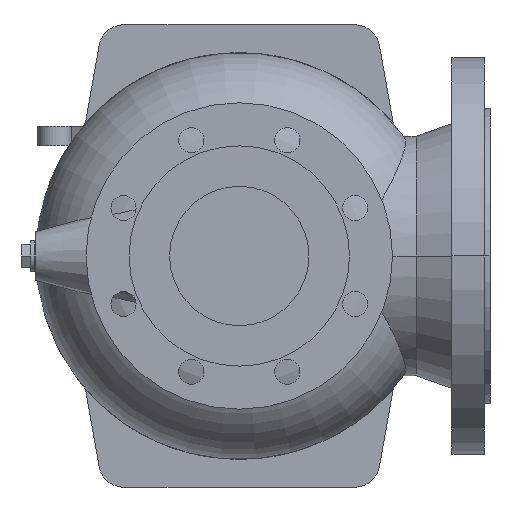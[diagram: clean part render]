
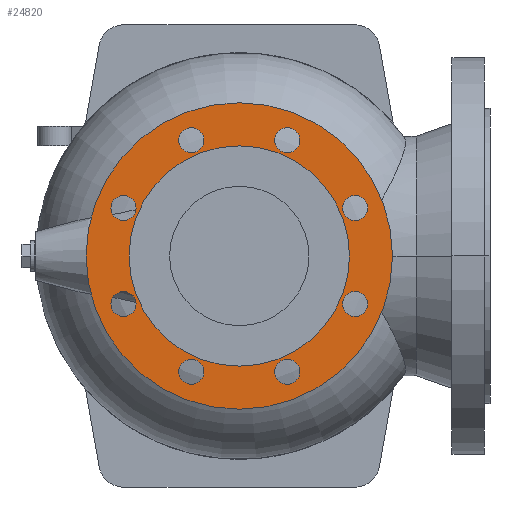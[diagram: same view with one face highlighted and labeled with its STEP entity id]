
A CAD part, front view. The second image highlights one B-rep face of the part: STEP entity #24820.
In plain terms, the highlighted planar face has unit normal (0, -1, 0).
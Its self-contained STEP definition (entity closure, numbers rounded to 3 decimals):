
#1650=CARTESIAN_POINT('',(79.1,4.,0.));
#1660=VERTEX_POINT('',#1650);
#1690=CARTESIAN_POINT('',(0.,4.,0.));
#1700=DIRECTION('',(0.,-1.,-0.));
#1710=DIRECTION('',(-1.,0.,0.));
#1720=AXIS2_PLACEMENT_3D('',#1690,#1700,#1710);
#1730=CIRCLE('',#1720,79.1);
#1740=CARTESIAN_POINT('',(-79.1,4.,0.));
#1750=VERTEX_POINT('',#1740);
#1760=EDGE_CURVE('',#1750,#1660,#1730,.T.);
#2050=CARTESIAN_POINT('',(-110.,4.,0.));
#2060=VERTEX_POINT('',#2050);
#2110=CARTESIAN_POINT('',(0.,4.,0.));
#2120=DIRECTION('',(0.,-1.,-0.));
#2130=DIRECTION('',(-1.,0.,0.));
#2140=AXIS2_PLACEMENT_3D('',#2110,#2120,#2130);
#2150=CIRCLE('',#2140,110.);
#2160=CARTESIAN_POINT('',(110.,4.,0.));
#2170=VERTEX_POINT('',#2160);
#2180=EDGE_CURVE('',#2060,#2170,#2150,.T.);
#5380=CARTESIAN_POINT('',(-74.149,4.,-34.442));
#5390=VERTEX_POINT('',#5380);
#5550=CARTESIAN_POINT('',(-92.149,4.,-34.442));
#5560=VERTEX_POINT('',#5550);
#5590=CARTESIAN_POINT('',(-83.149,4.,-34.442));
#5600=DIRECTION('',(0.,1.,0.));
#5610=DIRECTION('',(-1.,0.,0.));
#5620=AXIS2_PLACEMENT_3D('',#5590,#5600,#5610);
#5630=CIRCLE('',#5620,9.);
#5640=EDGE_CURVE('',#5560,#5390,#5630,.T.);
#5800=CARTESIAN_POINT('',(-74.149,4.,34.442));
#5810=VERTEX_POINT('',#5800);
#5970=CARTESIAN_POINT('',(-92.149,4.,34.442));
#5980=VERTEX_POINT('',#5970);
#6010=CARTESIAN_POINT('',(-83.149,4.,34.442));
#6020=DIRECTION('',(0.,1.,0.));
#6030=DIRECTION('',(-1.,0.,0.));
#6040=AXIS2_PLACEMENT_3D('',#6010,#6020,#6030);
#6050=CIRCLE('',#6040,9.);
#6060=EDGE_CURVE('',#5980,#5810,#6050,.T.);
#6220=CARTESIAN_POINT('',(-25.442,4.,83.149));
#6230=VERTEX_POINT('',#6220);
#6390=CARTESIAN_POINT('',(-43.442,4.,83.149));
#6400=VERTEX_POINT('',#6390);
#6430=CARTESIAN_POINT('',(-34.442,4.,83.149));
#6440=DIRECTION('',(0.,1.,0.));
#6450=DIRECTION('',(-1.,0.,0.));
#6460=AXIS2_PLACEMENT_3D('',#6430,#6440,#6450);
#6470=CIRCLE('',#6460,9.);
#6480=EDGE_CURVE('',#6400,#6230,#6470,.T.);
#6640=CARTESIAN_POINT('',(43.442,4.,83.149));
#6650=VERTEX_POINT('',#6640);
#6810=CARTESIAN_POINT('',(25.442,4.,83.149));
#6820=VERTEX_POINT('',#6810);
#6850=CARTESIAN_POINT('',(34.442,4.,83.149));
#6860=DIRECTION('',(0.,1.,0.));
#6870=DIRECTION('',(-1.,0.,0.));
#6880=AXIS2_PLACEMENT_3D('',#6850,#6860,#6870);
#6890=CIRCLE('',#6880,9.);
#6900=EDGE_CURVE('',#6820,#6650,#6890,.T.);
#7060=CARTESIAN_POINT('',(92.149,4.,34.442));
#7070=VERTEX_POINT('',#7060);
#7230=CARTESIAN_POINT('',(74.149,4.,34.442));
#7240=VERTEX_POINT('',#7230);
#7270=CARTESIAN_POINT('',(83.149,4.,34.442));
#7280=DIRECTION('',(0.,1.,0.));
#7290=DIRECTION('',(-1.,0.,0.));
#7300=AXIS2_PLACEMENT_3D('',#7270,#7280,#7290);
#7310=CIRCLE('',#7300,9.);
#7320=EDGE_CURVE('',#7240,#7070,#7310,.T.);
#7480=CARTESIAN_POINT('',(92.149,4.,-34.442));
#7490=VERTEX_POINT('',#7480);
#7650=CARTESIAN_POINT('',(74.149,4.,-34.442));
#7660=VERTEX_POINT('',#7650);
#7690=CARTESIAN_POINT('',(83.149,4.,-34.442));
#7700=DIRECTION('',(0.,1.,0.));
#7710=DIRECTION('',(-1.,0.,0.));
#7720=AXIS2_PLACEMENT_3D('',#7690,#7700,#7710);
#7730=CIRCLE('',#7720,9.);
#7740=EDGE_CURVE('',#7660,#7490,#7730,.T.);
#7900=CARTESIAN_POINT('',(43.442,4.,-83.149));
#7910=VERTEX_POINT('',#7900);
#8070=CARTESIAN_POINT('',(25.442,4.,-83.149));
#8080=VERTEX_POINT('',#8070);
#8110=CARTESIAN_POINT('',(34.442,4.,-83.149));
#8120=DIRECTION('',(0.,1.,0.));
#8130=DIRECTION('',(-1.,0.,0.));
#8140=AXIS2_PLACEMENT_3D('',#8110,#8120,#8130);
#8150=CIRCLE('',#8140,9.);
#8160=EDGE_CURVE('',#8080,#7910,#8150,.T.);
#8320=CARTESIAN_POINT('',(-25.442,4.,-83.149));
#8330=VERTEX_POINT('',#8320);
#8490=CARTESIAN_POINT('',(-43.442,4.,-83.149));
#8500=VERTEX_POINT('',#8490);
#8530=CARTESIAN_POINT('',(-34.442,4.,-83.149));
#8540=DIRECTION('',(0.,1.,0.));
#8550=DIRECTION('',(-1.,0.,0.));
#8560=AXIS2_PLACEMENT_3D('',#8530,#8540,#8550);
#8570=CIRCLE('',#8560,9.);
#8580=EDGE_CURVE('',#8500,#8330,#8570,.T.);
#24270=CARTESIAN_POINT('',(-94.55,4.,0.));
#24280=DIRECTION('',(0.,-1.,-0.));
#24290=DIRECTION('',(-1.,0.,0.));
#24300=AXIS2_PLACEMENT_3D('',#24270,#24280,#24290);
#24310=PLANE('',#24300);
#24320=EDGE_CURVE('',#8330,#8500,#8570,.T.);
#24330=ORIENTED_EDGE('',*,*,#24320,.T.);
#24340=ORIENTED_EDGE('',*,*,#8580,.T.);
#24350=EDGE_LOOP('',(#24340,#24330));
#24360=FACE_BOUND('',#24350,.T.);
#24370=EDGE_CURVE('',#7910,#8080,#8150,.T.);
#24380=ORIENTED_EDGE('',*,*,#24370,.T.);
#24390=ORIENTED_EDGE('',*,*,#8160,.T.);
#24400=EDGE_LOOP('',(#24390,#24380));
#24410=FACE_BOUND('',#24400,.T.);
#24420=EDGE_CURVE('',#7490,#7660,#7730,.T.);
#24430=ORIENTED_EDGE('',*,*,#24420,.T.);
#24440=ORIENTED_EDGE('',*,*,#7740,.T.);
#24450=EDGE_LOOP('',(#24440,#24430));
#24460=FACE_BOUND('',#24450,.T.);
#24470=EDGE_CURVE('',#7070,#7240,#7310,.T.);
#24480=ORIENTED_EDGE('',*,*,#24470,.T.);
#24490=ORIENTED_EDGE('',*,*,#7320,.T.);
#24500=EDGE_LOOP('',(#24490,#24480));
#24510=FACE_BOUND('',#24500,.T.);
#24520=EDGE_CURVE('',#6650,#6820,#6890,.T.);
#24530=ORIENTED_EDGE('',*,*,#24520,.T.);
#24540=ORIENTED_EDGE('',*,*,#6900,.T.);
#24550=EDGE_LOOP('',(#24540,#24530));
#24560=FACE_BOUND('',#24550,.T.);
#24570=EDGE_CURVE('',#6230,#6400,#6470,.T.);
#24580=ORIENTED_EDGE('',*,*,#24570,.T.);
#24590=ORIENTED_EDGE('',*,*,#6480,.T.);
#24600=EDGE_LOOP('',(#24590,#24580));
#24610=FACE_BOUND('',#24600,.T.);
#24620=EDGE_CURVE('',#5810,#5980,#6050,.T.);
#24630=ORIENTED_EDGE('',*,*,#24620,.T.);
#24640=ORIENTED_EDGE('',*,*,#6060,.T.);
#24650=EDGE_LOOP('',(#24640,#24630));
#24660=FACE_BOUND('',#24650,.T.);
#24670=EDGE_CURVE('',#5390,#5560,#5630,.T.);
#24680=ORIENTED_EDGE('',*,*,#24670,.T.);
#24690=ORIENTED_EDGE('',*,*,#5640,.T.);
#24700=EDGE_LOOP('',(#24690,#24680));
#24710=FACE_BOUND('',#24700,.T.);
#24720=EDGE_CURVE('',#1660,#1750,#1730,.T.);
#24730=ORIENTED_EDGE('',*,*,#24720,.F.);
#24740=ORIENTED_EDGE('',*,*,#1760,.F.);
#24750=EDGE_LOOP('',(#24740,#24730));
#24760=FACE_BOUND('',#24750,.T.);
#24770=ORIENTED_EDGE('',*,*,#2180,.T.);
#24780=EDGE_CURVE('',#2170,#2060,#2150,.T.);
#24790=ORIENTED_EDGE('',*,*,#24780,.T.);
#24800=EDGE_LOOP('',(#24790,#24770));
#24810=FACE_OUTER_BOUND('',#24800,.T.);
#24820=ADVANCED_FACE('',(#24360,#24410,#24460,#24510,#24560,#24610,
#24660,#24710,#24760,#24810),#24310,.T.);
